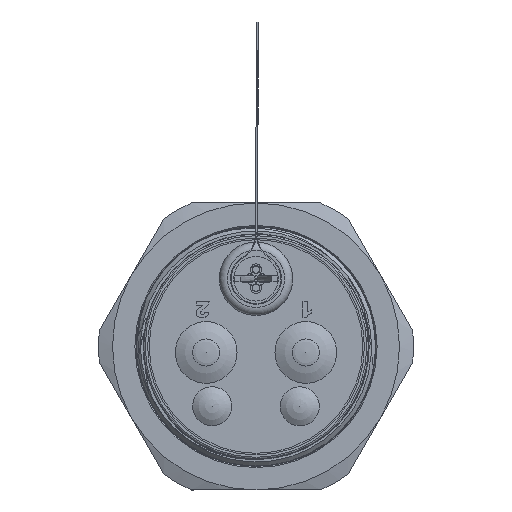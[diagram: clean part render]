
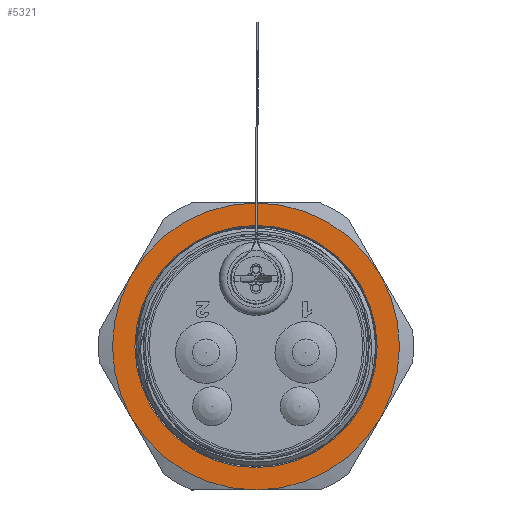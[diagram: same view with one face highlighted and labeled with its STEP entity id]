
A CAD part, front view. The second image highlights one B-rep face of the part: STEP entity #5321.
In plain terms, the highlighted face is planar.
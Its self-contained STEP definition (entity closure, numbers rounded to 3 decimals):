
#964=PLANE('',#6689);
#1260=CIRCLE('',#6690,15.188);
#1261=CIRCLE('',#6691,18.);
#1262=CIRCLE('',#6692,18.);
#1263=CIRCLE('',#6693,18.);
#1264=CIRCLE('',#6694,18.);
#1265=CIRCLE('',#6695,18.);
#1266=CIRCLE('',#6696,18.);
#2202=ORIENTED_EDGE('',*,*,#3082,.T.);
#2203=ORIENTED_EDGE('',*,*,#3083,.T.);
#2204=ORIENTED_EDGE('',*,*,#3084,.T.);
#2205=ORIENTED_EDGE('',*,*,#3085,.T.);
#2206=ORIENTED_EDGE('',*,*,#3086,.T.);
#2207=ORIENTED_EDGE('',*,*,#3087,.T.);
#2208=ORIENTED_EDGE('',*,*,#3088,.T.);
#3082=EDGE_CURVE('',#3646,#3646,#1260,.F.);
#3083=EDGE_CURVE('',#3613,#3619,#1261,.T.);
#3084=EDGE_CURVE('',#3619,#3625,#1262,.T.);
#3085=EDGE_CURVE('',#3625,#3631,#1263,.T.);
#3086=EDGE_CURVE('',#3631,#3637,#1264,.T.);
#3087=EDGE_CURVE('',#3637,#3643,#1265,.T.);
#3088=EDGE_CURVE('',#3643,#3613,#1266,.T.);
#3613=VERTEX_POINT('',#16238);
#3619=VERTEX_POINT('',#16263);
#3625=VERTEX_POINT('',#16288);
#3631=VERTEX_POINT('',#16313);
#3637=VERTEX_POINT('',#16338);
#3643=VERTEX_POINT('',#16363);
#3646=VERTEX_POINT('',#16377);
#4234=EDGE_LOOP('',(#2202));
#4235=EDGE_LOOP('',(#2203,#2204,#2205,#2206,#2207,#2208));
#4816=FACE_BOUND('',#4234,.T.);
#4817=FACE_BOUND('',#4235,.T.);
#5321=ADVANCED_FACE('',(#4816,#4817),#964,.T.);
#6689=AXIS2_PLACEMENT_3D('',#16375,#8049,#8050);
#6690=AXIS2_PLACEMENT_3D('',#16376,#8051,#8052);
#6691=AXIS2_PLACEMENT_3D('',#16378,#8053,#8054);
#6692=AXIS2_PLACEMENT_3D('',#16379,#8055,#8056);
#6693=AXIS2_PLACEMENT_3D('',#16380,#8057,#8058);
#6694=AXIS2_PLACEMENT_3D('',#16381,#8059,#8060);
#6695=AXIS2_PLACEMENT_3D('',#16382,#8061,#8062);
#6696=AXIS2_PLACEMENT_3D('',#16383,#8063,#8064);
#8049=DIRECTION('',(0.,1.,0.));
#8050=DIRECTION('',(0.,0.,1.));
#8051=DIRECTION('',(0.,1.,0.));
#8052=DIRECTION('',(0.,0.,1.));
#8053=DIRECTION('',(0.,1.,0.));
#8054=DIRECTION('',(0.,0.,1.));
#8055=DIRECTION('',(0.,1.,0.));
#8056=DIRECTION('',(0.,0.,1.));
#8057=DIRECTION('',(0.,1.,0.));
#8058=DIRECTION('',(0.,0.,1.));
#8059=DIRECTION('',(0.,1.,0.));
#8060=DIRECTION('',(0.,0.,1.));
#8061=DIRECTION('',(0.,1.,0.));
#8062=DIRECTION('',(0.,0.,1.));
#8063=DIRECTION('',(0.,1.,0.));
#8064=DIRECTION('',(0.,0.,1.));
#16238=CARTESIAN_POINT('',(-9.,2.5,15.588));
#16263=CARTESIAN_POINT('',(9.,2.5,15.588));
#16288=CARTESIAN_POINT('',(18.,2.5,0.));
#16313=CARTESIAN_POINT('',(9.,2.5,-15.588));
#16338=CARTESIAN_POINT('',(-9.,2.5,-15.588));
#16363=CARTESIAN_POINT('',(-18.,2.5,0.));
#16375=CARTESIAN_POINT('',(0.,2.5,0.));
#16376=CARTESIAN_POINT('',(0.,2.5,0.));
#16377=CARTESIAN_POINT('',(0.,2.5,15.188));
#16378=CARTESIAN_POINT('',(0.,2.5,0.));
#16379=CARTESIAN_POINT('',(0.,2.5,0.));
#16380=CARTESIAN_POINT('',(0.,2.5,0.));
#16381=CARTESIAN_POINT('',(0.,2.5,0.));
#16382=CARTESIAN_POINT('',(0.,2.5,0.));
#16383=CARTESIAN_POINT('',(0.,2.5,0.));
